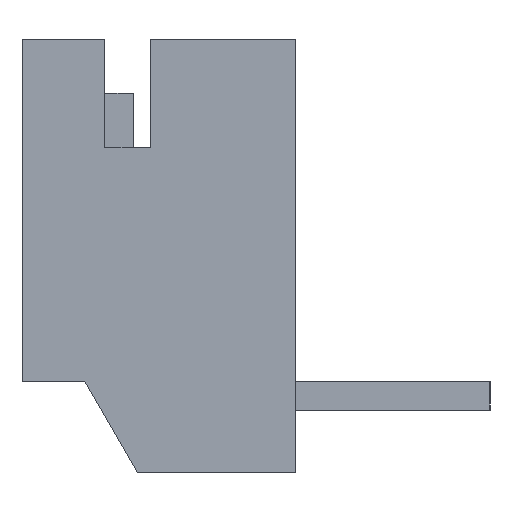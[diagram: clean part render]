
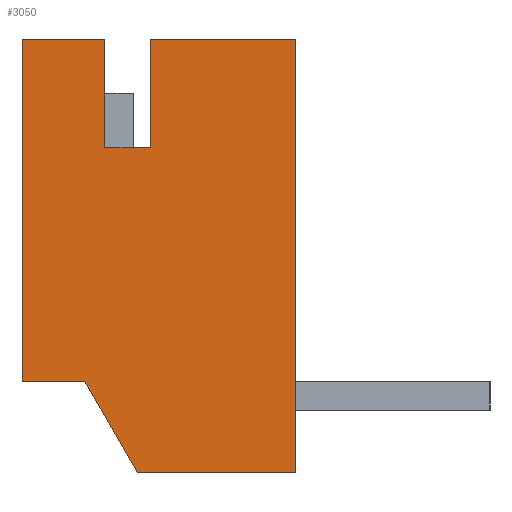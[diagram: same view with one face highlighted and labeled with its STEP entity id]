
A CAD part, left-side view. The second image highlights one B-rep face of the part: STEP entity #3050.
In plain terms, the highlighted planar face has unit normal (-1, 0, 0).
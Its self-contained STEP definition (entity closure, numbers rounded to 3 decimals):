
#802 = DIRECTION ( 'NONE',  ( 0., -1., 0. ) ) ;
#803 = VECTOR ( 'NONE', #802, 1000. ) ;
#804 = CARTESIAN_POINT ( 'NONE',  ( -26.7, -3.6, 9.35 ) ) ;
#805 = LINE ( 'NONE', #804, #803 ) ;
#924 = CARTESIAN_POINT ( 'NONE',  ( -26.7, -6., 9.35 ) ) ;
#960 = CARTESIAN_POINT ( 'NONE',  ( -26.7, -2.3, 10.95 ) ) ;
#961 = DIRECTION ( 'NONE',  ( 0., -0.5, -0.866 ) ) ;
#962 = VECTOR ( 'NONE', #961, 1000. ) ;
#963 = CARTESIAN_POINT ( 'NONE',  ( -26.7, -2.3, 10.95 ) ) ;
#964 = LINE ( 'NONE', #963, #962 ) ;
#965 = CARTESIAN_POINT ( 'NONE',  ( -26.7, -3.224, 9.35 ) ) ;
#1102 = DIRECTION ( 'NONE',  ( 0., 1., 0. ) ) ;
#1103 = VECTOR ( 'NONE', #1102, 1000. ) ;
#1104 = CARTESIAN_POINT ( 'NONE',  ( -26.7, -3.6, 16.95 ) ) ;
#1105 = LINE ( 'NONE', #1104, #1103 ) ;
#1391 = DIRECTION ( 'NONE',  ( 0., 1., 0. ) ) ;
#1392 = VECTOR ( 'NONE', #1391, 1000. ) ;
#1393 = CARTESIAN_POINT ( 'NONE',  ( -26.7, -3.6, 16.95 ) ) ;
#1394 = LINE ( 'NONE', #1393, #1392 ) ;
#1395 = DIRECTION ( 'NONE',  ( 0., 0., 1. ) ) ;
#1396 = VECTOR ( 'NONE', #1395, 1000. ) ;
#1397 = CARTESIAN_POINT ( 'NONE',  ( -26.7, -6., 13.15 ) ) ;
#1398 = LINE ( 'NONE', #1397, #1396 ) ;
#1399 = CARTESIAN_POINT ( 'NONE',  ( -26.7, -6., 16.95 ) ) ;
#2207 = VERTEX_POINT ( 'NONE', #965 ) ;
#2209 = EDGE_CURVE ( 'NONE', #2210, #2207, #964, .T. ) ;
#2210 = VERTEX_POINT ( 'NONE', #960 ) ;
#2233 = VERTEX_POINT ( 'NONE', #924 ) ;
#2235 = EDGE_CURVE ( 'NONE', #2207, #2233, #805, .T. ) ;
#2264 = EDGE_CURVE ( 'NONE', #2354, #2388, #4958, .T. ) ;
#2349 = EDGE_CURVE ( 'NONE', #2350, #2351, #4252, .T. ) ;
#2350 = VERTEX_POINT ( 'NONE', #4248 ) ;
#2351 = VERTEX_POINT ( 'NONE', #4247 ) ;
#2354 = VERTEX_POINT ( 'NONE', #4246 ) ;
#2355 = EDGE_CURVE ( 'NONE', #2351, #2354, #4219, .T. ) ;
#2388 = VERTEX_POINT ( 'NONE', #4414 ) ;
#2500 = VERTEX_POINT ( 'NONE', #4579 ) ;
#2678 = VERTEX_POINT ( 'NONE', #1399 ) ;
#2680 = EDGE_CURVE ( 'NONE', #2233, #2678, #1398, .T. ) ;
#2689 = EDGE_CURVE ( 'NONE', #2678, #2350, #1394, .T. ) ;
#2782 = EDGE_CURVE ( 'NONE', #2388, #2500, #1105, .T. ) ;
#2932 = ORIENTED_EDGE ( 'NONE', *, *, #2933, .T. ) ;
#2933 = EDGE_CURVE ( 'NONE', #3059, #2210, #3978, .T. ) ;
#2934 = ORIENTED_EDGE ( 'NONE', *, *, #2209, .T. ) ;
#2935 = ORIENTED_EDGE ( 'NONE', *, *, #2235, .T. ) ;
#3050 = ADVANCED_FACE ( 'NONE', ( #3707 ), #3717, .T. ) ;
#3051 = ORIENTED_EDGE ( 'NONE', *, *, #2680, .T. ) ;
#3052 = ORIENTED_EDGE ( 'NONE', *, *, #2689, .T. ) ;
#3053 = ORIENTED_EDGE ( 'NONE', *, *, #2349, .T. ) ;
#3054 = ORIENTED_EDGE ( 'NONE', *, *, #2355, .T. ) ;
#3055 = ORIENTED_EDGE ( 'NONE', *, *, #2264, .T. ) ;
#3056 = ORIENTED_EDGE ( 'NONE', *, *, #2782, .T. ) ;
#3057 = ORIENTED_EDGE ( 'NONE', *, *, #3058, .T. ) ;
#3058 = EDGE_CURVE ( 'NONE', #2500, #3059, #3774, .T. ) ;
#3059 = VERTEX_POINT ( 'NONE', #3745 ) ;
#3063 = EDGE_LOOP ( 'NONE', ( #3051, #3052, #3053, #3054, #3055, #3056, #3057, #2932, #2934, #2935 ) ) ;
#3707 = FACE_OUTER_BOUND ( 'NONE', #3063, .T. ) ;
#3717 = PLANE ( 'NONE',  #3739 ) ;
#3739 = AXIS2_PLACEMENT_3D ( 'NONE', #3781, #3780, #3779 ) ;
#3745 = CARTESIAN_POINT ( 'NONE',  ( -26.7, -1.2, 10.95 ) ) ;
#3746 = DIRECTION ( 'NONE',  ( 0., 0., -1. ) ) ;
#3772 = VECTOR ( 'NONE', #3746, 1000. ) ;
#3773 = CARTESIAN_POINT ( 'NONE',  ( -26.7, -1.2, 13.95 ) ) ;
#3774 = LINE ( 'NONE', #3773, #3772 ) ;
#3779 = DIRECTION ( 'NONE',  ( 0., -1., 0. ) ) ;
#3780 = DIRECTION ( 'NONE',  ( -1., 0., 0. ) ) ;
#3781 = CARTESIAN_POINT ( 'NONE',  ( -26.7, -1.2, 9.35 ) ) ;
#3977 = DIRECTION ( 'NONE',  ( 0., -1., 0. ) ) ;
#3978 = LINE ( 'NONE', #4108, #4045 ) ;
#4045 = VECTOR ( 'NONE', #3977, 1000. ) ;
#4108 = CARTESIAN_POINT ( 'NONE',  ( -26.7, -3.6, 10.95 ) ) ;
#4216 = DIRECTION ( 'NONE',  ( 0., 1., 0. ) ) ;
#4217 = VECTOR ( 'NONE', #4216, 1000. ) ;
#4218 = CARTESIAN_POINT ( 'NONE',  ( -26.7, -3.6, 15.05 ) ) ;
#4219 = LINE ( 'NONE', #4218, #4217 ) ;
#4246 = CARTESIAN_POINT ( 'NONE',  ( -26.7, -2.65, 15.05 ) ) ;
#4247 = CARTESIAN_POINT ( 'NONE',  ( -26.7, -3.45, 15.05 ) ) ;
#4248 = CARTESIAN_POINT ( 'NONE',  ( -26.7, -3.45, 16.95 ) ) ;
#4249 = DIRECTION ( 'NONE',  ( 0., 0., -1. ) ) ;
#4250 = VECTOR ( 'NONE', #4249, 1000. ) ;
#4251 = CARTESIAN_POINT ( 'NONE',  ( -26.7, -3.45, 13.15 ) ) ;
#4252 = LINE ( 'NONE', #4251, #4250 ) ;
#4414 = CARTESIAN_POINT ( 'NONE',  ( -26.7, -2.65, 16.95 ) ) ;
#4579 = CARTESIAN_POINT ( 'NONE',  ( -26.7, -1.2, 16.95 ) ) ;
#4958 = LINE ( 'NONE', #4983, #4982 ) ;
#4981 = DIRECTION ( 'NONE',  ( 0., 0., 1. ) ) ;
#4982 = VECTOR ( 'NONE', #4981, 1000. ) ;
#4983 = CARTESIAN_POINT ( 'NONE',  ( -26.7, -2.65, 13.15 ) ) ;
